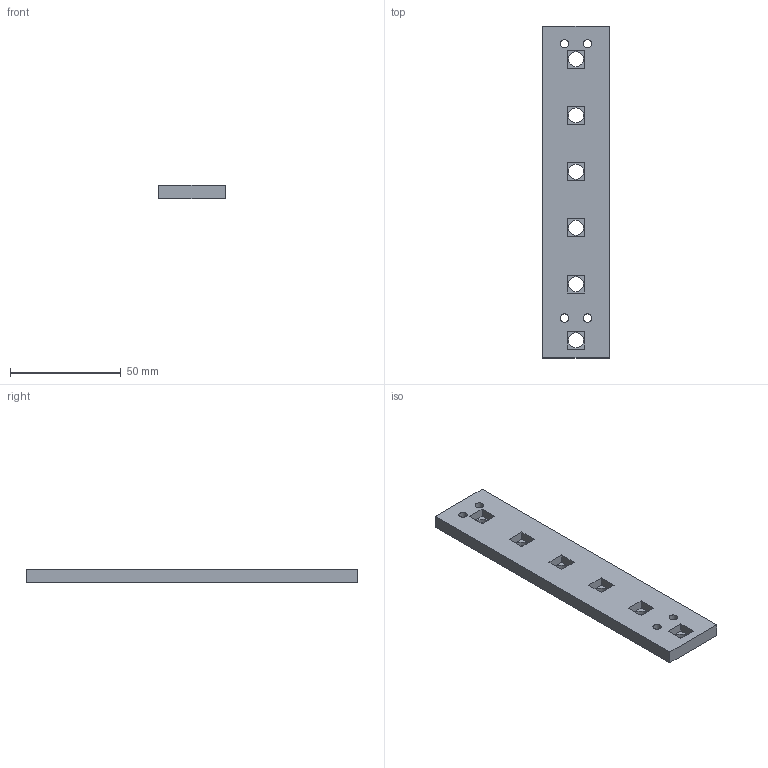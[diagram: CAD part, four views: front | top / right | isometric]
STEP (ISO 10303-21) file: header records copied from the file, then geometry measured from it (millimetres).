
FILE_DESCRIPTION(/* description */ ('','CAx-IF Rec.Pracs.---Representation and Presentation of Product Manufacturing Information (PMI)---4.0---2014-10-13'),/* implementation_level */ '2;1');
FILE_NAME(/* name */ '4Sight EV7 Bracket v7.step',/* time_stamp */ '2025-03-20T08:59:53+01:00',/* author */ (''),/* organization */ (''),/* preprocessor_version */ 'ST-DEVELOPER v20',/* originating_system */ 'Autodesk Translation Framework v13.20.0.188',/* authorisation */ '');
FILE_SCHEMA (('AP242_MANAGED_MODEL_BASED_3D_ENGINEERING_MIM_LF { 1 0 10303 442 1 1 4 }'));
Length unit declared in the file: millimetre
Products named in the file (1): 4Sight EV7 Bracket
Bounding box: 30 x 150 x 6 mm (x, y, z)
Volume: 24717.4 mm3; surface area: 11953.9 mm2
Topology: 1 solids, 1 shells, 46 faces, 114 edges, 76 vertices
Faces by surface type: plane 36, cylinder 10
Full cylindrical faces by diameter (mm): 3.8 x4, 6.8 x6
Entity records: 1431 total; most frequent: CARTESIAN_POINT 237, ORIENTED_EDGE 228, DIRECTION 228, EDGE_CURVE 114, LINE 94, VECTOR 94, VERTEX_POINT 76, EDGE_LOOP 72
